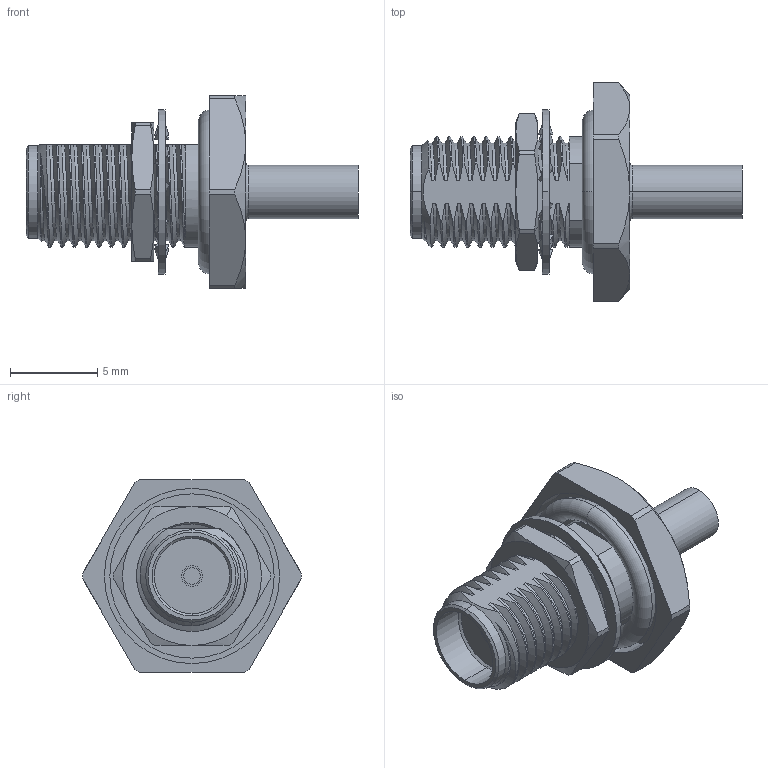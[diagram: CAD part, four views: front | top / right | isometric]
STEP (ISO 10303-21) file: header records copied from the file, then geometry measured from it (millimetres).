
FILE_DESCRIPTION (( 'STEP AP203' ), '1' );
FILE_NAME ('PE4119.step', '2019-05-15T22:40:59', ( '' ), ( '' ), 'SwSTEP 2.0', 'SolidWorks 2018', '' );
FILE_SCHEMA (( 'CONFIG_CONTROL_DESIGN' ));
Length unit declared in the file: inch
Products named in the file (1): PE4119
Bounding box: 19 x 12.51 x 11 mm (x, y, z)
Volume: 508 mm3; surface area: 1053.8 mm2
Topology: 4 solids, 4 shells, 230 faces, 659 edges, 442 vertices
Faces by surface type: bspline 81, cylinder 68, plane 41, cone 34, torus 6
Entity records: 21131 total; most frequent: CARTESIAN_POINT 15958, ORIENTED_EDGE 1318, DIRECTION 759, EDGE_CURVE 659, VERTEX_POINT 442, AXIS2_PLACEMENT_3D 307, B_SPLINE_CURVE_WITH_KNOTS 251, EDGE_LOOP 241
